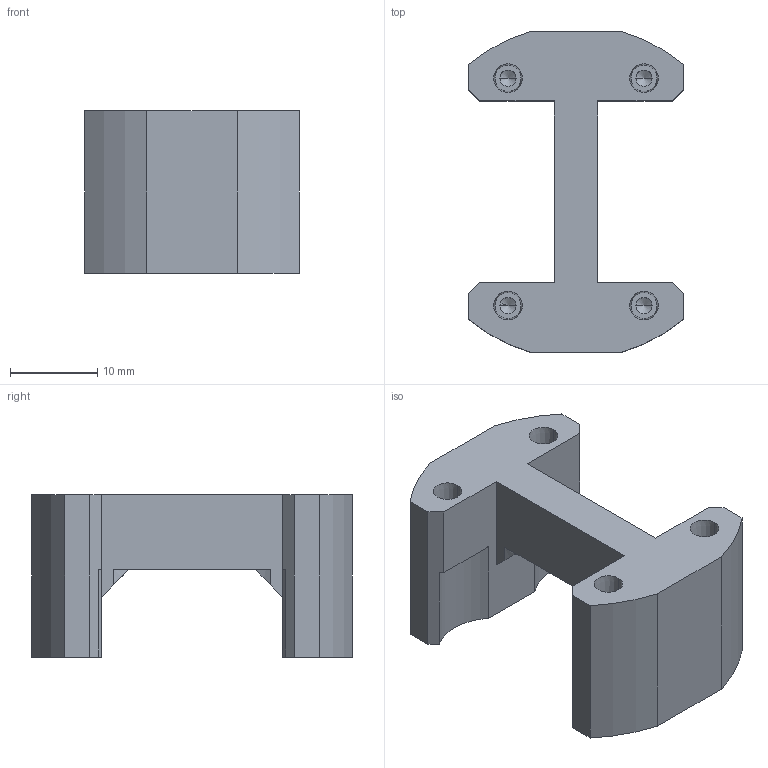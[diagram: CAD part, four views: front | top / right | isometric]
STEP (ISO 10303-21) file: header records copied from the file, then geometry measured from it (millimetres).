
FILE_DESCRIPTION (( 'STEP AP214' ), '1' );
FILE_NAME ('Battery Voltage Servo Mount.STEP', '2021-03-22T04:58:22', ( '' ), ( '' ), 'SwSTEP 2.0', 'SolidWorks 2019', '' );
FILE_SCHEMA (( 'AUTOMOTIVE_DESIGN' ));
Length unit declared in the file: inch
Products named in the file (1): Battery Voltage Servo Mount
Bounding box: 24.55 x 36.67 x 18.54 mm (x, y, z)
Volume: 6695.8 mm3; surface area: 3709.9 mm2
Topology: 1 solids, 1 shells, 92 faces, 230 edges, 140 vertices
Faces by surface type: cone 32, plane 32, cylinder 28
Entity records: 2678 total; most frequent: DIRECTION 480, CARTESIAN_POINT 459, ORIENTED_EDGE 428, EDGE_CURVE 214, AXIS2_PLACEMENT_3D 177, VERTEX_POINT 140, VECTOR 126, LINE 126
